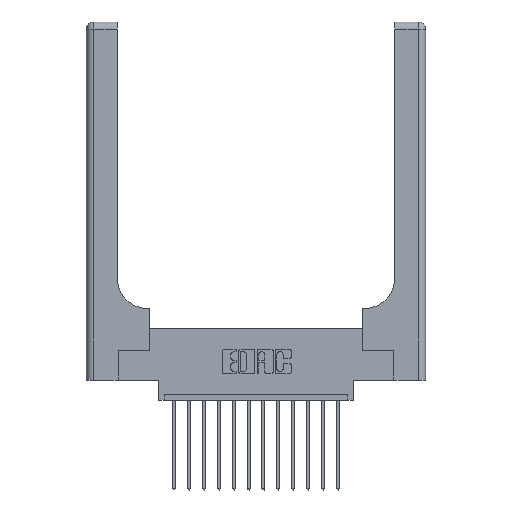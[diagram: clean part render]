
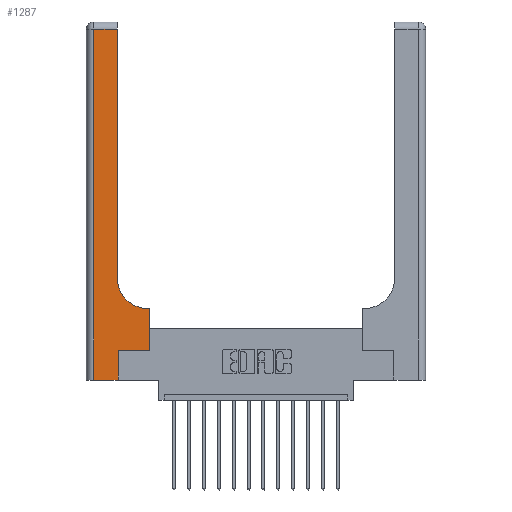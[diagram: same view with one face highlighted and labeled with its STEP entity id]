
A CAD part, top view. The second image highlights one B-rep face of the part: STEP entity #1287.
In plain terms, the highlighted planar face has unit normal (0, 0, 1).
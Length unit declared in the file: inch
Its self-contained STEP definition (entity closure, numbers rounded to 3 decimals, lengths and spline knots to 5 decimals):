
#184 = CARTESIAN_POINT ( 'NONE',  ( 0.06, 0., 0.37 ) ) ;
#326 = CARTESIAN_POINT ( 'NONE',  ( 0.265, 0., 0.37 ) ) ;
#451 = ORIENTED_EDGE ( 'NONE', *, *, #9678, .T. ) ;
#612 = ORIENTED_EDGE ( 'NONE', *, *, #6076, .T. ) ;
#948 = LINE ( 'NONE', #3468, #10299 ) ;
#1287 = ADVANCED_FACE ( 'NONE', ( #2410 ), #11518, .F. ) ;
#1693 = DIRECTION ( 'NONE',  ( 0., 1., 0. ) ) ;
#1850 = VERTEX_POINT ( 'NONE', #184 ) ;
#2410 = FACE_OUTER_BOUND ( 'NONE', #9241, .T. ) ;
#2491 = VERTEX_POINT ( 'NONE', #9240 ) ;
#2797 = CIRCLE ( 'NONE', #12033, 0.25 ) ;
#2902 = ORIENTED_EDGE ( 'NONE', *, *, #8499, .T. ) ;
#2953 = ORIENTED_EDGE ( 'NONE', *, *, #6086, .T. ) ;
#3081 = EDGE_CURVE ( 'NONE', #7901, #2491, #2797, .T. ) ;
#3252 = LINE ( 'NONE', #15430, #14101 ) ;
#3468 = CARTESIAN_POINT ( 'NONE',  ( 0.265, 0., 0.37 ) ) ;
#4454 = EDGE_CURVE ( 'NONE', #2491, #11335, #13777, .T. ) ;
#4495 = CARTESIAN_POINT ( 'NONE',  ( 0.26, 2.94, 0.37 ) ) ;
#4956 = DIRECTION ( 'NONE',  ( 0., 1., 0. ) ) ;
#4978 = CARTESIAN_POINT ( 'NONE',  ( 0.06, 2.94, 0.37 ) ) ;
#6076 = EDGE_CURVE ( 'NONE', #9117, #13721, #8092, .T. ) ;
#6086 = EDGE_CURVE ( 'NONE', #7411, #9117, #10964, .T. ) ;
#6269 = EDGE_CURVE ( 'NONE', #11335, #13496, #3252, .T. ) ;
#6665 = DIRECTION ( 'NONE',  ( 1., 0., 0. ) ) ;
#7411 = VERTEX_POINT ( 'NONE', #17252 ) ;
#7434 = ORIENTED_EDGE ( 'NONE', *, *, #4454, .T. ) ;
#7759 = DIRECTION ( 'NONE',  ( 0., 0., -1. ) ) ;
#7792 = CARTESIAN_POINT ( 'NONE',  ( 0.51, 0.6, 0.37 ) ) ;
#7901 = VERTEX_POINT ( 'NONE', #7792 ) ;
#8088 = DIRECTION ( 'NONE',  ( 0., 0., -1. ) ) ;
#8092 = LINE ( 'NONE', #12114, #8791 ) ;
#8438 = EDGE_CURVE ( 'NONE', #1850, #8545, #16924, .T. ) ;
#8499 = EDGE_CURVE ( 'NONE', #13721, #7901, #9424, .T. ) ;
#8545 = VERTEX_POINT ( 'NONE', #326 ) ;
#8623 = DIRECTION ( 'NONE',  ( -1., 0., 0. ) ) ;
#8791 = VECTOR ( 'NONE', #1693, 39.37008 ) ;
#8993 = DIRECTION ( 'NONE',  ( -1., 0., 0. ) ) ;
#9005 = CARTESIAN_POINT ( 'NONE',  ( 0., 0., 0.37 ) ) ;
#9117 = VERTEX_POINT ( 'NONE', #15656 ) ;
#9241 = EDGE_LOOP ( 'NONE', ( #7434, #9391, #451, #10292, #13168, #2953, #612, #2902, #15302 ) ) ;
#9240 = CARTESIAN_POINT ( 'NONE',  ( 0.26, 0.85, 0.37 ) ) ;
#9354 = VECTOR ( 'NONE', #17257, 39.37008 ) ;
#9391 = ORIENTED_EDGE ( 'NONE', *, *, #6269, .T. ) ;
#9424 = LINE ( 'NONE', #9525, #10470 ) ;
#9525 = CARTESIAN_POINT ( 'NONE',  ( 0.26, 0.6, 0.37 ) ) ;
#9598 = DIRECTION ( 'NONE',  ( -1., 0., 0. ) ) ;
#9678 = EDGE_CURVE ( 'NONE', #13496, #1850, #13265, .T. ) ;
#10292 = ORIENTED_EDGE ( 'NONE', *, *, #8438, .T. ) ;
#10299 = VECTOR ( 'NONE', #4956, 39.37008 ) ;
#10470 = VECTOR ( 'NONE', #9598, 39.37008 ) ;
#10964 = LINE ( 'NONE', #15091, #11004 ) ;
#11004 = VECTOR ( 'NONE', #13420, 39.37008 ) ;
#11225 = DIRECTION ( 'NONE',  ( 0., 1., 0. ) ) ;
#11335 = VERTEX_POINT ( 'NONE', #4495 ) ;
#11518 = PLANE ( 'NONE',  #14630 ) ;
#12033 = AXIS2_PLACEMENT_3D ( 'NONE', #13599, #8088, #6665 ) ;
#12114 = CARTESIAN_POINT ( 'NONE',  ( 0.528, 0.25, 0.37 ) ) ;
#12602 = CARTESIAN_POINT ( 'NONE',  ( 0.528, 0.6, 0.37 ) ) ;
#13011 = VECTOR ( 'NONE', #14491, 39.37008 ) ;
#13168 = ORIENTED_EDGE ( 'NONE', *, *, #15071, .T. ) ;
#13179 = CARTESIAN_POINT ( 'NONE',  ( 0.06, 3., 0.37 ) ) ;
#13265 = LINE ( 'NONE', #13179, #13011 ) ;
#13420 = DIRECTION ( 'NONE',  ( 1., 0., 0. ) ) ;
#13496 = VERTEX_POINT ( 'NONE', #4978 ) ;
#13599 = CARTESIAN_POINT ( 'NONE',  ( 0.51, 0.85, 0.37 ) ) ;
#13721 = VERTEX_POINT ( 'NONE', #12602 ) ;
#13777 = LINE ( 'NONE', #15344, #15463 ) ;
#14101 = VECTOR ( 'NONE', #8623, 39.37008 ) ;
#14491 = DIRECTION ( 'NONE',  ( 0., -1., 0. ) ) ;
#14630 = AXIS2_PLACEMENT_3D ( 'NONE', #16911, #7759, #8993 ) ;
#15071 = EDGE_CURVE ( 'NONE', #8545, #7411, #948, .T. ) ;
#15091 = CARTESIAN_POINT ( 'NONE',  ( 0.265, 0.25, 0.37 ) ) ;
#15302 = ORIENTED_EDGE ( 'NONE', *, *, #3081, .T. ) ;
#15344 = CARTESIAN_POINT ( 'NONE',  ( 0.26, 3., 0.37 ) ) ;
#15430 = CARTESIAN_POINT ( 'NONE',  ( 0., 2.94, 0.37 ) ) ;
#15463 = VECTOR ( 'NONE', #11225, 39.37008 ) ;
#15656 = CARTESIAN_POINT ( 'NONE',  ( 0.528, 0.25, 0.37 ) ) ;
#16911 = CARTESIAN_POINT ( 'NONE',  ( 0., 3., 0.37 ) ) ;
#16924 = LINE ( 'NONE', #9005, #9354 ) ;
#17252 = CARTESIAN_POINT ( 'NONE',  ( 0.265, 0.25, 0.37 ) ) ;
#17257 = DIRECTION ( 'NONE',  ( 1., 0., 0. ) ) ;
